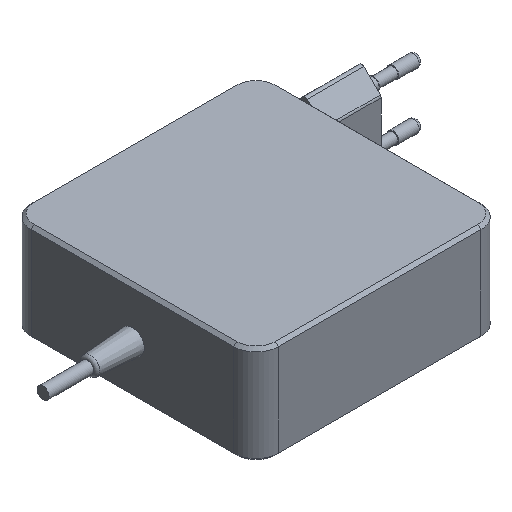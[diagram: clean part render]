
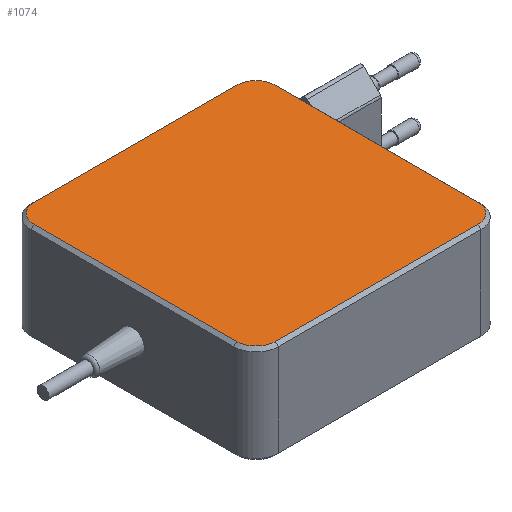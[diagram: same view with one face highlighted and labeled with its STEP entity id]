
A CAD part, isometric view. The second image highlights one B-rep face of the part: STEP entity #1074.
In plain terms, the highlighted planar face has unit normal (0, 0, 1).
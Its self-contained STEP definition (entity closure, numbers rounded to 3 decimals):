
#211 = PLANE('',#212);
#212 = AXIS2_PLACEMENT_3D('',#213,#214,#215);
#213 = CARTESIAN_POINT('',(-41.,-34.,16.));
#214 = DIRECTION('',(0.707,0.,-0.707));
#215 = DIRECTION('',(0.,1.,0.));
#391 = CONICAL_SURFACE('',#392,7.5,0.785);
#392 = AXIS2_PLACEMENT_3D('',#393,#394,#395);
#393 = CARTESIAN_POINT('',(-34.,-34.,15.5));
#394 = DIRECTION('',(0.,0.,-1.));
#395 = DIRECTION('',(0.,-1.,0.));
#488 = VERTEX_POINT('',#489);
#489 = CARTESIAN_POINT('',(-40.5,-34.,16.5));
#512 = VERTEX_POINT('',#513);
#513 = CARTESIAN_POINT('',(-40.5,34.,16.5));
#527 = CONICAL_SURFACE('',#528,7.5,0.785);
#528 = AXIS2_PLACEMENT_3D('',#529,#530,#531);
#529 = CARTESIAN_POINT('',(-34.,34.,15.5));
#530 = DIRECTION('',(0.,0.,-1.));
#531 = DIRECTION('',(-1.,0.,0.));
#539 = EDGE_CURVE('',#488,#512,#540,.T.);
#540 = SURFACE_CURVE('',#541,(#545,#552),.PCURVE_S1.);
#541 = LINE('',#542,#543);
#542 = CARTESIAN_POINT('',(-40.5,-34.,16.5));
#543 = VECTOR('',#544,1.);
#544 = DIRECTION('',(0.,1.,0.));
#545 = PCURVE('',#211,#546);
#546 = DEFINITIONAL_REPRESENTATION('',(#547),#551);
#547 = LINE('',#548,#549);
#548 = CARTESIAN_POINT('',(0.,0.707));
#549 = VECTOR('',#550,1.);
#550 = DIRECTION('',(1.,0.));
#551 = ( GEOMETRIC_REPRESENTATION_CONTEXT(2) 
PARAMETRIC_REPRESENTATION_CONTEXT() REPRESENTATION_CONTEXT('2D SPACE',''
  ) );
#552 = PCURVE('',#553,#558);
#553 = PLANE('',#554);
#554 = AXIS2_PLACEMENT_3D('',#555,#556,#557);
#555 = CARTESIAN_POINT('',(0.,0.,16.5));
#556 = DIRECTION('',(0.,0.,-1.));
#557 = DIRECTION('',(-1.,0.,0.));
#558 = DEFINITIONAL_REPRESENTATION('',(#559),#563);
#559 = LINE('',#560,#561);
#560 = CARTESIAN_POINT('',(40.5,-34.));
#561 = VECTOR('',#562,1.);
#562 = DIRECTION('',(0.,1.));
#563 = ( GEOMETRIC_REPRESENTATION_CONTEXT(2) 
PARAMETRIC_REPRESENTATION_CONTEXT() REPRESENTATION_CONTEXT('2D SPACE',''
  ) );
#745 = PLANE('',#746);
#746 = AXIS2_PLACEMENT_3D('',#747,#748,#749);
#747 = CARTESIAN_POINT('',(34.,-41.,16.));
#748 = DIRECTION('',(0.,0.707,-0.707));
#749 = DIRECTION('',(-1.,0.,0.));
#838 = VERTEX_POINT('',#839);
#839 = CARTESIAN_POINT('',(-34.,-40.5,16.5));
#862 = EDGE_CURVE('',#838,#488,#863,.T.);
#863 = SURFACE_CURVE('',#864,(#869,#876),.PCURVE_S1.);
#864 = CIRCLE('',#865,6.5);
#865 = AXIS2_PLACEMENT_3D('',#866,#867,#868);
#866 = CARTESIAN_POINT('',(-34.,-34.,16.5));
#867 = DIRECTION('',(0.,0.,-1.));
#868 = DIRECTION('',(0.,-1.,0.));
#869 = PCURVE('',#391,#870);
#870 = DEFINITIONAL_REPRESENTATION('',(#871),#875);
#871 = LINE('',#872,#873);
#872 = CARTESIAN_POINT('',(0.,-1.));
#873 = VECTOR('',#874,1.);
#874 = DIRECTION('',(1.,-0.));
#875 = ( GEOMETRIC_REPRESENTATION_CONTEXT(2) 
PARAMETRIC_REPRESENTATION_CONTEXT() REPRESENTATION_CONTEXT('2D SPACE',''
  ) );
#876 = PCURVE('',#553,#877);
#877 = DEFINITIONAL_REPRESENTATION('',(#878),#882);
#878 = CIRCLE('',#879,6.5);
#879 = AXIS2_PLACEMENT_2D('',#880,#881);
#880 = CARTESIAN_POINT('',(34.,-34.));
#881 = DIRECTION('',(0.,-1.));
#882 = ( GEOMETRIC_REPRESENTATION_CONTEXT(2) 
PARAMETRIC_REPRESENTATION_CONTEXT() REPRESENTATION_CONTEXT('2D SPACE',''
  ) );
#1074 = ADVANCED_FACE('',(#1075),#553,.F.);
#1075 = FACE_BOUND('',#1076,.F.);
#1076 = EDGE_LOOP('',(#1077,#1107,#1136,#1164,#1193,#1214,#1215,#1216));
#1077 = ORIENTED_EDGE('',*,*,#1078,.T.);
#1078 = EDGE_CURVE('',#1079,#1081,#1083,.T.);
#1079 = VERTEX_POINT('',#1080);
#1080 = CARTESIAN_POINT('',(-34.,40.5,16.5));
#1081 = VERTEX_POINT('',#1082);
#1082 = CARTESIAN_POINT('',(34.,40.5,16.5));
#1083 = SURFACE_CURVE('',#1084,(#1088,#1095),.PCURVE_S1.);
#1084 = LINE('',#1085,#1086);
#1085 = CARTESIAN_POINT('',(-34.,40.5,16.5));
#1086 = VECTOR('',#1087,1.);
#1087 = DIRECTION('',(1.,0.,0.));
#1088 = PCURVE('',#553,#1089);
#1089 = DEFINITIONAL_REPRESENTATION('',(#1090),#1094);
#1090 = LINE('',#1091,#1092);
#1091 = CARTESIAN_POINT('',(34.,40.5));
#1092 = VECTOR('',#1093,1.);
#1093 = DIRECTION('',(-1.,0.));
#1094 = ( GEOMETRIC_REPRESENTATION_CONTEXT(2) 
PARAMETRIC_REPRESENTATION_CONTEXT() REPRESENTATION_CONTEXT('2D SPACE',''
  ) );
#1095 = PCURVE('',#1096,#1101);
#1096 = PLANE('',#1097);
#1097 = AXIS2_PLACEMENT_3D('',#1098,#1099,#1100);
#1098 = CARTESIAN_POINT('',(-34.,41.,16.));
#1099 = DIRECTION('',(0.,-0.707,-0.707));
#1100 = DIRECTION('',(1.,0.,0.));
#1101 = DEFINITIONAL_REPRESENTATION('',(#1102),#1106);
#1102 = LINE('',#1103,#1104);
#1103 = CARTESIAN_POINT('',(0.,0.707));
#1104 = VECTOR('',#1105,1.);
#1105 = DIRECTION('',(1.,0.));
#1106 = ( GEOMETRIC_REPRESENTATION_CONTEXT(2) 
PARAMETRIC_REPRESENTATION_CONTEXT() REPRESENTATION_CONTEXT('2D SPACE',''
  ) );
#1107 = ORIENTED_EDGE('',*,*,#1108,.T.);
#1108 = EDGE_CURVE('',#1081,#1109,#1111,.T.);
#1109 = VERTEX_POINT('',#1110);
#1110 = CARTESIAN_POINT('',(40.5,34.,16.5));
#1111 = SURFACE_CURVE('',#1112,(#1117,#1124),.PCURVE_S1.);
#1112 = CIRCLE('',#1113,6.5);
#1113 = AXIS2_PLACEMENT_3D('',#1114,#1115,#1116);
#1114 = CARTESIAN_POINT('',(34.,34.,16.5));
#1115 = DIRECTION('',(0.,0.,-1.));
#1116 = DIRECTION('',(0.,1.,0.));
#1117 = PCURVE('',#553,#1118);
#1118 = DEFINITIONAL_REPRESENTATION('',(#1119),#1123);
#1119 = CIRCLE('',#1120,6.5);
#1120 = AXIS2_PLACEMENT_2D('',#1121,#1122);
#1121 = CARTESIAN_POINT('',(-34.,34.));
#1122 = DIRECTION('',(0.,1.));
#1123 = ( GEOMETRIC_REPRESENTATION_CONTEXT(2) 
PARAMETRIC_REPRESENTATION_CONTEXT() REPRESENTATION_CONTEXT('2D SPACE',''
  ) );
#1124 = PCURVE('',#1125,#1130);
#1125 = CONICAL_SURFACE('',#1126,7.5,0.785);
#1126 = AXIS2_PLACEMENT_3D('',#1127,#1128,#1129);
#1127 = CARTESIAN_POINT('',(34.,34.,15.5));
#1128 = DIRECTION('',(0.,0.,-1.));
#1129 = DIRECTION('',(0.,1.,0.));
#1130 = DEFINITIONAL_REPRESENTATION('',(#1131),#1135);
#1131 = LINE('',#1132,#1133);
#1132 = CARTESIAN_POINT('',(0.,-1.));
#1133 = VECTOR('',#1134,1.);
#1134 = DIRECTION('',(1.,-0.));
#1135 = ( GEOMETRIC_REPRESENTATION_CONTEXT(2) 
PARAMETRIC_REPRESENTATION_CONTEXT() REPRESENTATION_CONTEXT('2D SPACE',''
  ) );
#1136 = ORIENTED_EDGE('',*,*,#1137,.T.);
#1137 = EDGE_CURVE('',#1109,#1138,#1140,.T.);
#1138 = VERTEX_POINT('',#1139);
#1139 = CARTESIAN_POINT('',(40.5,-34.,16.5));
#1140 = SURFACE_CURVE('',#1141,(#1145,#1152),.PCURVE_S1.);
#1141 = LINE('',#1142,#1143);
#1142 = CARTESIAN_POINT('',(40.5,34.,16.5));
#1143 = VECTOR('',#1144,1.);
#1144 = DIRECTION('',(0.,-1.,0.));
#1145 = PCURVE('',#553,#1146);
#1146 = DEFINITIONAL_REPRESENTATION('',(#1147),#1151);
#1147 = LINE('',#1148,#1149);
#1148 = CARTESIAN_POINT('',(-40.5,34.));
#1149 = VECTOR('',#1150,1.);
#1150 = DIRECTION('',(0.,-1.));
#1151 = ( GEOMETRIC_REPRESENTATION_CONTEXT(2) 
PARAMETRIC_REPRESENTATION_CONTEXT() REPRESENTATION_CONTEXT('2D SPACE',''
  ) );
#1152 = PCURVE('',#1153,#1158);
#1153 = PLANE('',#1154);
#1154 = AXIS2_PLACEMENT_3D('',#1155,#1156,#1157);
#1155 = CARTESIAN_POINT('',(41.,34.,16.));
#1156 = DIRECTION('',(-0.707,0.,-0.707));
#1157 = DIRECTION('',(0.,-1.,0.));
#1158 = DEFINITIONAL_REPRESENTATION('',(#1159),#1163);
#1159 = LINE('',#1160,#1161);
#1160 = CARTESIAN_POINT('',(0.,0.707));
#1161 = VECTOR('',#1162,1.);
#1162 = DIRECTION('',(1.,0.));
#1163 = ( GEOMETRIC_REPRESENTATION_CONTEXT(2) 
PARAMETRIC_REPRESENTATION_CONTEXT() REPRESENTATION_CONTEXT('2D SPACE',''
  ) );
#1164 = ORIENTED_EDGE('',*,*,#1165,.T.);
#1165 = EDGE_CURVE('',#1138,#1166,#1168,.T.);
#1166 = VERTEX_POINT('',#1167);
#1167 = CARTESIAN_POINT('',(34.,-40.5,16.5));
#1168 = SURFACE_CURVE('',#1169,(#1174,#1181),.PCURVE_S1.);
#1169 = CIRCLE('',#1170,6.5);
#1170 = AXIS2_PLACEMENT_3D('',#1171,#1172,#1173);
#1171 = CARTESIAN_POINT('',(34.,-34.,16.5));
#1172 = DIRECTION('',(0.,0.,-1.));
#1173 = DIRECTION('',(1.,0.,0.));
#1174 = PCURVE('',#553,#1175);
#1175 = DEFINITIONAL_REPRESENTATION('',(#1176),#1180);
#1176 = CIRCLE('',#1177,6.5);
#1177 = AXIS2_PLACEMENT_2D('',#1178,#1179);
#1178 = CARTESIAN_POINT('',(-34.,-34.));
#1179 = DIRECTION('',(-1.,0.));
#1180 = ( GEOMETRIC_REPRESENTATION_CONTEXT(2) 
PARAMETRIC_REPRESENTATION_CONTEXT() REPRESENTATION_CONTEXT('2D SPACE',''
  ) );
#1181 = PCURVE('',#1182,#1187);
#1182 = CONICAL_SURFACE('',#1183,7.5,0.785);
#1183 = AXIS2_PLACEMENT_3D('',#1184,#1185,#1186);
#1184 = CARTESIAN_POINT('',(34.,-34.,15.5));
#1185 = DIRECTION('',(0.,0.,-1.));
#1186 = DIRECTION('',(1.,0.,0.));
#1187 = DEFINITIONAL_REPRESENTATION('',(#1188),#1192);
#1188 = LINE('',#1189,#1190);
#1189 = CARTESIAN_POINT('',(0.,-1.));
#1190 = VECTOR('',#1191,1.);
#1191 = DIRECTION('',(1.,-0.));
#1192 = ( GEOMETRIC_REPRESENTATION_CONTEXT(2) 
PARAMETRIC_REPRESENTATION_CONTEXT() REPRESENTATION_CONTEXT('2D SPACE',''
  ) );
#1193 = ORIENTED_EDGE('',*,*,#1194,.T.);
#1194 = EDGE_CURVE('',#1166,#838,#1195,.T.);
#1195 = SURFACE_CURVE('',#1196,(#1200,#1207),.PCURVE_S1.);
#1196 = LINE('',#1197,#1198);
#1197 = CARTESIAN_POINT('',(34.,-40.5,16.5));
#1198 = VECTOR('',#1199,1.);
#1199 = DIRECTION('',(-1.,0.,0.));
#1200 = PCURVE('',#553,#1201);
#1201 = DEFINITIONAL_REPRESENTATION('',(#1202),#1206);
#1202 = LINE('',#1203,#1204);
#1203 = CARTESIAN_POINT('',(-34.,-40.5));
#1204 = VECTOR('',#1205,1.);
#1205 = DIRECTION('',(1.,0.));
#1206 = ( GEOMETRIC_REPRESENTATION_CONTEXT(2) 
PARAMETRIC_REPRESENTATION_CONTEXT() REPRESENTATION_CONTEXT('2D SPACE',''
  ) );
#1207 = PCURVE('',#745,#1208);
#1208 = DEFINITIONAL_REPRESENTATION('',(#1209),#1213);
#1209 = LINE('',#1210,#1211);
#1210 = CARTESIAN_POINT('',(0.,0.707));
#1211 = VECTOR('',#1212,1.);
#1212 = DIRECTION('',(1.,0.));
#1213 = ( GEOMETRIC_REPRESENTATION_CONTEXT(2) 
PARAMETRIC_REPRESENTATION_CONTEXT() REPRESENTATION_CONTEXT('2D SPACE',''
  ) );
#1214 = ORIENTED_EDGE('',*,*,#862,.T.);
#1215 = ORIENTED_EDGE('',*,*,#539,.T.);
#1216 = ORIENTED_EDGE('',*,*,#1217,.T.);
#1217 = EDGE_CURVE('',#512,#1079,#1218,.T.);
#1218 = SURFACE_CURVE('',#1219,(#1224,#1231),.PCURVE_S1.);
#1219 = CIRCLE('',#1220,6.5);
#1220 = AXIS2_PLACEMENT_3D('',#1221,#1222,#1223);
#1221 = CARTESIAN_POINT('',(-34.,34.,16.5));
#1222 = DIRECTION('',(0.,0.,-1.));
#1223 = DIRECTION('',(-1.,0.,0.));
#1224 = PCURVE('',#553,#1225);
#1225 = DEFINITIONAL_REPRESENTATION('',(#1226),#1230);
#1226 = CIRCLE('',#1227,6.5);
#1227 = AXIS2_PLACEMENT_2D('',#1228,#1229);
#1228 = CARTESIAN_POINT('',(34.,34.));
#1229 = DIRECTION('',(1.,0.));
#1230 = ( GEOMETRIC_REPRESENTATION_CONTEXT(2) 
PARAMETRIC_REPRESENTATION_CONTEXT() REPRESENTATION_CONTEXT('2D SPACE',''
  ) );
#1231 = PCURVE('',#527,#1232);
#1232 = DEFINITIONAL_REPRESENTATION('',(#1233),#1237);
#1233 = LINE('',#1234,#1235);
#1234 = CARTESIAN_POINT('',(0.,-1.));
#1235 = VECTOR('',#1236,1.);
#1236 = DIRECTION('',(1.,-0.));
#1237 = ( GEOMETRIC_REPRESENTATION_CONTEXT(2) 
PARAMETRIC_REPRESENTATION_CONTEXT() REPRESENTATION_CONTEXT('2D SPACE',''
  ) );
